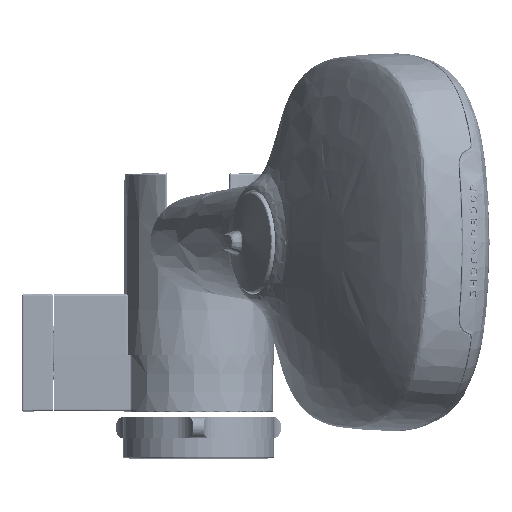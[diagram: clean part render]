
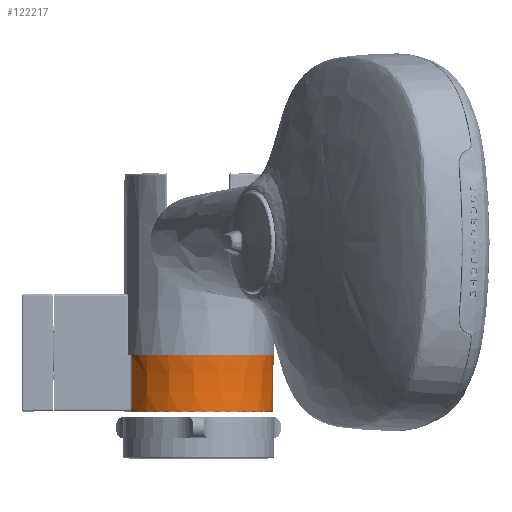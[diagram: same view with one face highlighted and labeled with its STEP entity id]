
A CAD part, top view. The second image highlights one B-rep face of the part: STEP entity #122217.
In plain terms, the highlighted conical face has half-angle 0.5 degrees and reference radius 22 mm.
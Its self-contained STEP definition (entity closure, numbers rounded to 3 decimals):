
#6720=CIRCLE('',#132882,22.);
#6732=CIRCLE('',#132905,21.859);
#11572=CONICAL_SURFACE('',#132904,22.,0.009);
#12012=B_SPLINE_CURVE_WITH_KNOTS('',3,(#165127,#165128,#165129,#165130),
 .UNSPECIFIED.,.F.,.F.,(4,4),(0.,0.016),.UNSPECIFIED.);
#12013=B_SPLINE_CURVE_WITH_KNOTS('',3,(#165132,#165133,#165134,#165135),
 .UNSPECIFIED.,.F.,.F.,(4,4),(0.,0.001),
 .UNSPECIFIED.);
#12014=B_SPLINE_CURVE_WITH_KNOTS('',3,(#165139,#165140,#165141,#165142,
#165143,#165144),.UNSPECIFIED.,.F.,.F.,(4,1,1,4),(0.003,0.005,
0.005,0.006),.UNSPECIFIED.);
#23067=ORIENTED_EDGE('',*,*,#61599,.T.);
#23068=ORIENTED_EDGE('',*,*,#61600,.T.);
#23069=ORIENTED_EDGE('',*,*,#61601,.T.);
#23070=ORIENTED_EDGE('',*,*,#61602,.T.);
#23071=ORIENTED_EDGE('',*,*,#61583,.T.);
#23072=ORIENTED_EDGE('',*,*,#61555,.T.);
#61555=EDGE_CURVE('',#80847,#80846,#6720,.T.);
#61583=EDGE_CURVE('',#80868,#80847,#92863,.T.);
#61599=EDGE_CURVE('',#80846,#80879,#12012,.T.);
#61600=EDGE_CURVE('',#80879,#80880,#12013,.F.);
#61601=EDGE_CURVE('',#80880,#80881,#6732,.T.);
#61602=EDGE_CURVE('',#80881,#80868,#12014,.T.);
#80846=VERTEX_POINT('',#165034);
#80847=VERTEX_POINT('',#165036);
#80868=VERTEX_POINT('',#165098);
#80879=VERTEX_POINT('',#165131);
#80880=VERTEX_POINT('',#165136);
#80881=VERTEX_POINT('',#165138);
#92863=LINE('',#165097,#96771);
#96771=VECTOR('',#142230,1000.);
#100666=EDGE_LOOP('',(#23067,#23068,#23069,#23070,#23071,#23072));
#110691=FACE_BOUND('',#100666,.T.);
#122217=ADVANCED_FACE('',(#110691),#11572,.T.);
#132882=AXIS2_PLACEMENT_3D('',#165035,#142183,#142184);
#132904=AXIS2_PLACEMENT_3D('',#165126,#142255,#142256);
#132905=AXIS2_PLACEMENT_3D('',#165137,#142257,#142258);
#142183=DIRECTION('',(0.,-1.,0.));
#142184=DIRECTION('',(-1.,0.,0.));
#142230=DIRECTION('',(0.004,1.,-0.008));
#142255=DIRECTION('',(0.,1.,0.));
#142256=DIRECTION('',(0.,0.,-1.));
#142257=DIRECTION('',(0.,1.,0.));
#142258=DIRECTION('',(0.,0.,-1.));
#165034=CARTESIAN_POINT('',(-19.458,-0.2,10.267));
#165035=CARTESIAN_POINT('',(0.,-0.2,0.));
#165036=CARTESIAN_POINT('',(10.984,-0.2,-19.062));
#165097=CARTESIAN_POINT('',(10.984,-0.2,-19.062));
#165098=CARTESIAN_POINT('',(10.916,-15.904,-18.943));
#165126=CARTESIAN_POINT('',(0.,-0.2,0.));
#165127=CARTESIAN_POINT('',(-19.458,-0.2,10.267));
#165128=CARTESIAN_POINT('',(-19.43,-5.435,10.222));
#165129=CARTESIAN_POINT('',(-19.402,-10.67,10.176));
#165130=CARTESIAN_POINT('',(-19.374,-15.904,10.131));
#165131=CARTESIAN_POINT('',(-19.374,-15.904,10.131));
#165132=CARTESIAN_POINT('',(-19.514,-16.403,9.85));
#165133=CARTESIAN_POINT('',(-19.454,-16.26,9.971));
#165134=CARTESIAN_POINT('',(-19.413,-16.081,10.054));
#165135=CARTESIAN_POINT('',(-19.374,-15.904,10.131));
#165136=CARTESIAN_POINT('',(-19.514,-16.403,9.85));
#165137=CARTESIAN_POINT('',(0.,-16.403,0.));
#165138=CARTESIAN_POINT('',(8.466,-16.403,-20.153));
#165139=CARTESIAN_POINT('',(8.466,-16.403,-20.153));
#165140=CARTESIAN_POINT('',(8.887,-16.33,-19.976));
#165141=CARTESIAN_POINT('',(9.509,-16.208,-19.693));
#165142=CARTESIAN_POINT('',(10.319,-16.044,-19.277));
#165143=CARTESIAN_POINT('',(10.716,-15.942,-19.058));
#165144=CARTESIAN_POINT('',(10.915,-15.907,-18.943));
